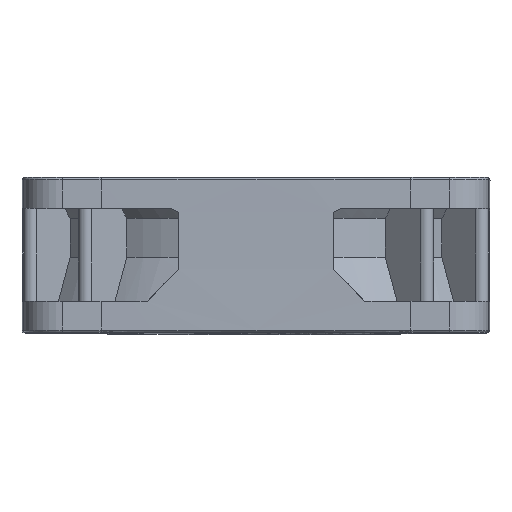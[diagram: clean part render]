
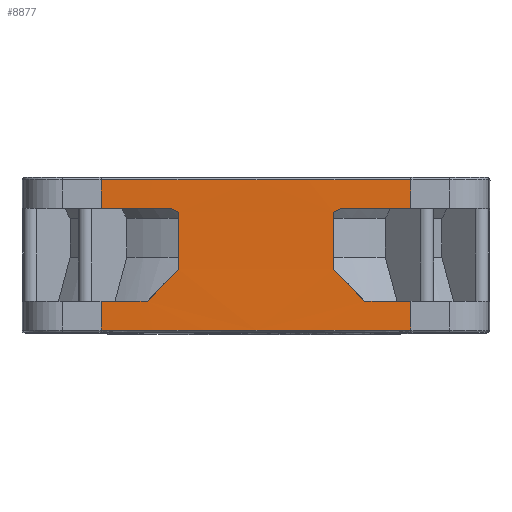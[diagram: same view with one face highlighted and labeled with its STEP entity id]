
A CAD part, top view. The second image highlights one B-rep face of the part: STEP entity #8877.
In plain terms, the highlighted cylindrical face has radius 1000.1 mm (diameter 2000.2 mm), a partial arc.
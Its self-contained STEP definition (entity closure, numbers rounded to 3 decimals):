
#634=CARTESIAN_POINT('',(0.,19.7,-969.9));
#635=DIRECTION('',(0.,-1.,0.));
#636=DIRECTION('',(0.02,0.,1.));
#637=AXIS2_PLACEMENT_3D('',#634,#635,#636);
#639=CARTESIAN_POINT('',(0.,19.7,-969.9));
#640=DIRECTION('',(0.,-1.,0.));
#641=DIRECTION('',(0.,0.,1.));
#642=AXIS2_PLACEMENT_3D('',#639,#640,#641);
#660=DIRECTION('',(0.,-1.,0.));
#661=VECTOR('',#660,3.7);
#662=CARTESIAN_POINT('',(20.,19.7,30.));
#663=LINE('',#662,#661);
#664=CARTESIAN_POINT('',(11.052,16.,30.139));
#665=CARTESIAN_POINT('',(10.936,15.945,30.14));
#666=CARTESIAN_POINT('',(10.703,15.835,30.143));
#667=CARTESIAN_POINT('',(10.353,15.675,30.146));
#668=CARTESIAN_POINT('',(10.118,15.571,30.149));
#669=CARTESIAN_POINT('',(10.,15.52,30.15));
#671=DIRECTION('',(0.,-1.,0.));
#672=VECTOR('',#671,7.38);
#673=CARTESIAN_POINT('',(10.,15.52,30.15));
#674=LINE('',#673,#672);
#675=DIRECTION('',(0.,-1.,0.));
#676=VECTOR('',#675,3.699);
#677=CARTESIAN_POINT('',(20.,4.,30.));
#678=LINE('',#677,#676);
#679=DIRECTION('',(0.,1.,0.));
#680=VECTOR('',#679,3.699);
#681=CARTESIAN_POINT('',(-20.,0.301,30.));
#682=LINE('',#681,#680);
#683=DIRECTION('',(0.,1.,0.));
#684=VECTOR('',#683,7.38);
#685=CARTESIAN_POINT('',(-10.,8.14,30.15));
#686=LINE('',#685,#684);
#687=CARTESIAN_POINT('',(-10.,15.52,30.15));
#688=CARTESIAN_POINT('',(-10.118,15.571,30.149));
#689=CARTESIAN_POINT('',(-10.353,15.675,30.146));
#690=CARTESIAN_POINT('',(-10.703,15.835,30.143));
#691=CARTESIAN_POINT('',(-10.936,15.945,30.14));
#692=CARTESIAN_POINT('',(-11.052,16.,30.139));
#694=DIRECTION('',(0.,1.,0.));
#695=VECTOR('',#694,3.7);
#696=CARTESIAN_POINT('',(-20.,16.,30.));
#697=LINE('',#696,#695);
#1546=CARTESIAN_POINT('',(0.,16.,-969.9));
#1547=DIRECTION('',(0.,1.,0.));
#1548=DIRECTION('',(-0.02,0.,1.));
#1549=AXIS2_PLACEMENT_3D('',#1546,#1547,#1548);
#1603=CARTESIAN_POINT('',(-10.,8.14,30.15));
#1604=CARTESIAN_POINT('',(-10.443,7.753,30.146));
#1605=CARTESIAN_POINT('',(-11.332,6.931,30.136));
#1606=CARTESIAN_POINT('',(-12.677,5.554,30.12));
#1607=CARTESIAN_POINT('',(-13.587,4.534,30.108));
#1608=CARTESIAN_POINT('',(-14.045,4.,30.101));
#1644=CARTESIAN_POINT('',(0.,4.,-969.9));
#1645=DIRECTION('',(0.,-1.,0.));
#1646=DIRECTION('',(-0.014,0.,1.));
#1647=AXIS2_PLACEMENT_3D('',#1644,#1645,#1646);
#1670=CARTESIAN_POINT('',(0.,0.303,
-969.9));
#1671=DIRECTION('',(0.,1.,0.));
#1672=DIRECTION('',(-0.02,0.,1.));
#1673=AXIS2_PLACEMENT_3D('',#1670,#1671,#1672);
#1675=CARTESIAN_POINT('',(0.,0.303,
-969.9));
#1676=DIRECTION('',(0.,1.,0.));
#1677=DIRECTION('',(0.,0.,1.));
#1678=AXIS2_PLACEMENT_3D('',#1675,#1676,#1677);
#1680=CARTESIAN_POINT('',(20.,0.301,30.));
#1708=CARTESIAN_POINT('',(0.,4.,-969.9));
#1709=DIRECTION('',(0.,-1.,0.));
#1710=DIRECTION('',(0.02,0.,1.));
#1711=AXIS2_PLACEMENT_3D('',#1708,#1709,#1710);
#1731=CARTESIAN_POINT('',(14.045,4.,30.101));
#1732=CARTESIAN_POINT('',(13.587,4.535,30.108));
#1733=CARTESIAN_POINT('',(12.677,5.554,30.12));
#1734=CARTESIAN_POINT('',(11.332,6.932,30.136));
#1735=CARTESIAN_POINT('',(10.443,7.754,30.146));
#1736=CARTESIAN_POINT('',(10.,8.14,30.15));
#1806=CARTESIAN_POINT('',(0.,16.,-969.9));
#1807=DIRECTION('',(0.,1.,0.));
#1808=DIRECTION('',(0.011,0.,1.));
#1809=AXIS2_PLACEMENT_3D('',#1806,#1807,#1808);
#7349=VERTEX_POINT('',#1680);
#7350=CARTESIAN_POINT('',(-20.,0.303,
30.));
#7351=CARTESIAN_POINT('',(0.,0.303,
30.2));
#7352=VERTEX_POINT('',#7350);
#7353=VERTEX_POINT('',#7351);
#7354=CARTESIAN_POINT('',(0.,19.7,30.2));
#7355=CARTESIAN_POINT('',(-20.,19.7,30.));
#7356=VERTEX_POINT('',#7354);
#7357=VERTEX_POINT('',#7355);
#7358=CARTESIAN_POINT('',(20.,19.7,30.));
#7359=VERTEX_POINT('',#7358);
#7360=CARTESIAN_POINT('',(20.,16.,30.));
#7361=VERTEX_POINT('',#7360);
#7362=CARTESIAN_POINT('',(11.052,16.,30.139));
#7363=VERTEX_POINT('',#7362);
#7364=VERTEX_POINT('',#669);
#7365=CARTESIAN_POINT('',(10.,8.14,30.15));
#7366=VERTEX_POINT('',#7365);
#7367=VERTEX_POINT('',#1731);
#7368=CARTESIAN_POINT('',(20.,4.,30.));
#7369=VERTEX_POINT('',#7368);
#7370=CARTESIAN_POINT('',(-20.,4.,30.));
#7371=VERTEX_POINT('',#7370);
#7372=CARTESIAN_POINT('',(-14.045,4.,30.101));
#7373=VERTEX_POINT('',#7372);
#7374=VERTEX_POINT('',#1603);
#7375=CARTESIAN_POINT('',(-10.,15.52,30.15));
#7376=VERTEX_POINT('',#7375);
#7377=VERTEX_POINT('',#692);
#7378=CARTESIAN_POINT('',(-20.,16.,30.));
#7379=VERTEX_POINT('',#7378);
#8837=CARTESIAN_POINT('',(0.,20.,-969.9));
#8838=DIRECTION('',(0.,-1.,0.));
#8839=DIRECTION('',(0.,0.,1.));
#8840=AXIS2_PLACEMENT_3D('',#8837,#8838,#8839);
#8841=CYLINDRICAL_SURFACE('',#8840,1000.1);
#8842=ORIENTED_EDGE('',*,*,#8828,.F.);
#8843=ORIENTED_EDGE('',*,*,#8826,.F.);
#8845=ORIENTED_EDGE('',*,*,#8844,.T.);
#8847=ORIENTED_EDGE('',*,*,#8846,.F.);
#8849=ORIENTED_EDGE('',*,*,#8848,.T.);
#8851=ORIENTED_EDGE('',*,*,#8850,.T.);
#8853=ORIENTED_EDGE('',*,*,#8852,.F.);
#8855=ORIENTED_EDGE('',*,*,#8854,.F.);
#8857=ORIENTED_EDGE('',*,*,#8856,.T.);
#8859=ORIENTED_EDGE('',*,*,#8858,.F.);
#8861=ORIENTED_EDGE('',*,*,#8860,.F.);
#8863=ORIENTED_EDGE('',*,*,#8862,.T.);
#8865=ORIENTED_EDGE('',*,*,#8864,.F.);
#8867=ORIENTED_EDGE('',*,*,#8866,.F.);
#8869=ORIENTED_EDGE('',*,*,#8868,.T.);
#8871=ORIENTED_EDGE('',*,*,#8870,.T.);
#8873=ORIENTED_EDGE('',*,*,#8872,.F.);
#8874=ORIENTED_EDGE('',*,*,#8798,.T.);
#8875=EDGE_LOOP('',(#8842,#8843,#8845,#8847,#8849,#8851,#8853,#8855,#8857,#8859,
#8861,#8863,#8865,#8867,#8869,#8871,#8873,#8874));
#8876=FACE_OUTER_BOUND('',#8875,.F.);
#8877=ADVANCED_FACE('',(#8876),#8841,.T.);
#638=CIRCLE('',#637,1000.1);
#643=CIRCLE('',#642,1000.1);
#670=B_SPLINE_CURVE_WITH_KNOTS('',3,(#664,#665,#666,#667,#668,#669),
.UNSPECIFIED.,.F.,.F.,(4,1,1,4),(0.,0.333,0.667,1.),
.UNSPECIFIED.);
#693=B_SPLINE_CURVE_WITH_KNOTS('',3,(#687,#688,#689,#690,#691,#692),
.UNSPECIFIED.,.F.,.F.,(4,1,1,4),(0.,0.333,0.667,1.),
.UNSPECIFIED.);
#1550=CIRCLE('',#1549,1000.1);
#1609=B_SPLINE_CURVE_WITH_KNOTS('',3,(#1603,#1604,#1605,#1606,#1607,#1608),
.UNSPECIFIED.,.F.,.F.,(4,1,1,4),(0.,0.333,0.667,1.),
.UNSPECIFIED.);
#1648=CIRCLE('',#1647,1000.1);
#1674=CIRCLE('',#1673,1000.1);
#1679=CIRCLE('',#1678,1000.1);
#1712=CIRCLE('',#1711,1000.1);
#1737=B_SPLINE_CURVE_WITH_KNOTS('',3,(#1731,#1732,#1733,#1734,#1735,#1736),
.UNSPECIFIED.,.F.,.F.,(4,1,1,4),(0.,0.333,0.667,1.),
.UNSPECIFIED.);
#1810=CIRCLE('',#1809,1000.1);
#8798=EDGE_CURVE('',#7379,#7357,#697,.T.);
#8826=EDGE_CURVE('',#7359,#7356,#638,.T.);
#8828=EDGE_CURVE('',#7356,#7357,#643,.T.);
#8844=EDGE_CURVE('',#7359,#7361,#663,.T.);
#8846=EDGE_CURVE('',#7363,#7361,#1810,.T.);
#8848=EDGE_CURVE('',#7363,#7364,#670,.T.);
#8850=EDGE_CURVE('',#7364,#7366,#674,.T.);
#8852=EDGE_CURVE('',#7367,#7366,#1737,.T.);
#8854=EDGE_CURVE('',#7369,#7367,#1712,.T.);
#8856=EDGE_CURVE('',#7369,#7349,#678,.T.);
#8858=EDGE_CURVE('',#7353,#7349,#1679,.T.);
#8860=EDGE_CURVE('',#7352,#7353,#1674,.T.);
#8862=EDGE_CURVE('',#7352,#7371,#682,.T.);
#8864=EDGE_CURVE('',#7373,#7371,#1648,.T.);
#8866=EDGE_CURVE('',#7374,#7373,#1609,.T.);
#8868=EDGE_CURVE('',#7374,#7376,#686,.T.);
#8870=EDGE_CURVE('',#7376,#7377,#693,.T.);
#8872=EDGE_CURVE('',#7379,#7377,#1550,.T.);
